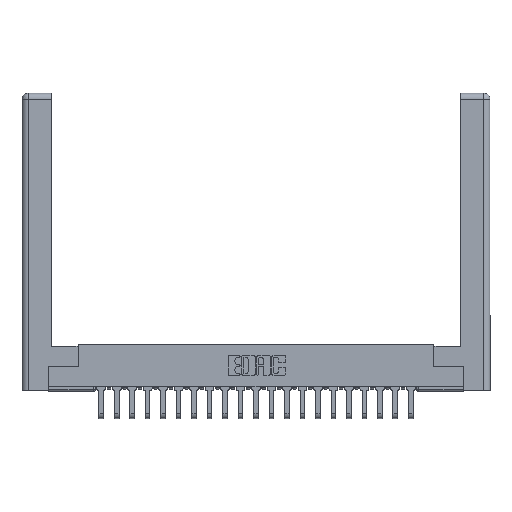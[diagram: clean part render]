
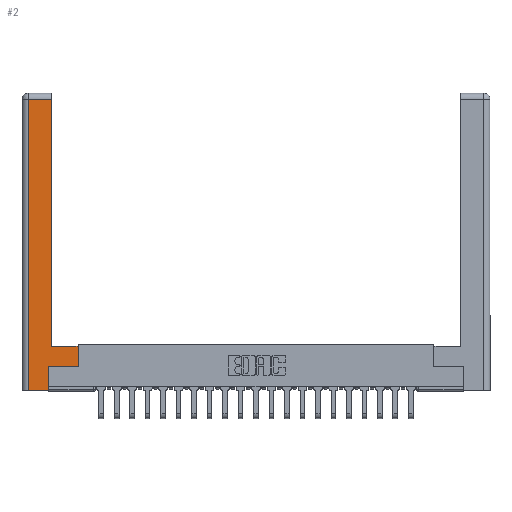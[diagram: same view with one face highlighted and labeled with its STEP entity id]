
A CAD part, top view. The second image highlights one B-rep face of the part: STEP entity #2.
In plain terms, the highlighted planar face has unit normal (0, 0, 1).
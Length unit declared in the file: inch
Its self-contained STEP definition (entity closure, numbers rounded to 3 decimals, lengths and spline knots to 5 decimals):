
#2 = ADVANCED_FACE ( 'NONE', ( #5173 ), #18974, .F. ) ;
#108 = CARTESIAN_POINT ( 'NONE',  ( 0.265, 0.245, 0. ) ) ;
#481 = LINE ( 'NONE', #12392, #19286 ) ;
#688 = VECTOR ( 'NONE', #8708, 39.37008 ) ;
#1765 = EDGE_CURVE ( 'NONE', #17278, #11819, #18241, .T. ) ;
#2880 = ORIENTED_EDGE ( 'NONE', *, *, #20276, .T. ) ;
#3197 = CARTESIAN_POINT ( 'NONE',  ( 0.265, 0., 0. ) ) ;
#3234 = VECTOR ( 'NONE', #24233, 39.37008 ) ;
#3248 = CARTESIAN_POINT ( 'NONE',  ( 0.295, 2.94, 0. ) ) ;
#3856 = EDGE_CURVE ( 'NONE', #17034, #4250, #17711, .T. ) ;
#4039 = DIRECTION ( 'NONE',  ( -1., 0., 0. ) ) ;
#4250 = VERTEX_POINT ( 'NONE', #9253 ) ;
#4327 = DIRECTION ( 'NONE',  ( 0., 1., 0. ) ) ;
#4746 = DIRECTION ( 'NONE',  ( 1., 0., 0. ) ) ;
#4885 = CARTESIAN_POINT ( 'NONE',  ( 0.565, 0.245, 0. ) ) ;
#5173 = FACE_OUTER_BOUND ( 'NONE', #16769, .T. ) ;
#5271 = EDGE_CURVE ( 'NONE', #18240, #16296, #23854, .T. ) ;
#5426 = ORIENTED_EDGE ( 'NONE', *, *, #3856, .T. ) ;
#6566 = DIRECTION ( 'NONE',  ( 0., -1., 0. ) ) ;
#8240 = CARTESIAN_POINT ( 'NONE',  ( 0.295, 3., 0. ) ) ;
#8277 = CARTESIAN_POINT ( 'NONE',  ( 0.565, 0.45, 0. ) ) ;
#8642 = CARTESIAN_POINT ( 'NONE',  ( 0.565, 0.245, 0. ) ) ;
#8665 = ORIENTED_EDGE ( 'NONE', *, *, #20168, .T. ) ;
#8708 = DIRECTION ( 'NONE',  ( 1., 0., 0. ) ) ;
#8719 = ORIENTED_EDGE ( 'NONE', *, *, #5271, .T. ) ;
#9253 = CARTESIAN_POINT ( 'NONE',  ( 0.265, 0.245, 0. ) ) ;
#9898 = EDGE_CURVE ( 'NONE', #10116, #17034, #22402, .T. ) ;
#10116 = VERTEX_POINT ( 'NONE', #14074 ) ;
#10245 = CARTESIAN_POINT ( 'NONE',  ( 0.265, 0., 0. ) ) ;
#10345 = VECTOR ( 'NONE', #6566, 39.37008 ) ;
#10592 = EDGE_CURVE ( 'NONE', #24681, #10116, #14560, .T. ) ;
#10960 = DIRECTION ( 'NONE',  ( -1., 0., 0. ) ) ;
#11262 = VECTOR ( 'NONE', #4327, 39.37008 ) ;
#11563 = ORIENTED_EDGE ( 'NONE', *, *, #23371, .T. ) ;
#11819 = VERTEX_POINT ( 'NONE', #15777 ) ;
#11992 = CARTESIAN_POINT ( 'NONE',  ( 0.0615, 2.94, 0. ) ) ;
#12392 = CARTESIAN_POINT ( 'NONE',  ( 0.295, 0.45, 0. ) ) ;
#12743 = ORIENTED_EDGE ( 'NONE', *, *, #1765, .T. ) ;
#12786 = CARTESIAN_POINT ( 'NONE',  ( 0., 0., 0. ) ) ;
#12796 = VECTOR ( 'NONE', #4746, 39.37008 ) ;
#14074 = CARTESIAN_POINT ( 'NONE',  ( 0.0615, 0., 0. ) ) ;
#14560 = LINE ( 'NONE', #22064, #10345 ) ;
#15777 = CARTESIAN_POINT ( 'NONE',  ( 0.565, 0.45, 0. ) ) ;
#16296 = VERTEX_POINT ( 'NONE', #3248 ) ;
#16408 = LINE ( 'NONE', #11992, #3234 ) ;
#16521 = CARTESIAN_POINT ( 'NONE',  ( 0.0615, 2.94, 0. ) ) ;
#16769 = EDGE_LOOP ( 'NONE', ( #8719, #2880, #17338, #18945, #5426, #11563, #12743, #8665 ) ) ;
#17034 = VERTEX_POINT ( 'NONE', #10245 ) ;
#17278 = VERTEX_POINT ( 'NONE', #8642 ) ;
#17338 = ORIENTED_EDGE ( 'NONE', *, *, #10592, .T. ) ;
#17711 = LINE ( 'NONE', #108, #18934 ) ;
#18240 = VERTEX_POINT ( 'NONE', #24674 ) ;
#18241 = LINE ( 'NONE', #8277, #11262 ) ;
#18578 = DIRECTION ( 'NONE',  ( 0., 0., -1. ) ) ;
#18934 = VECTOR ( 'NONE', #22992, 39.37008 ) ;
#18945 = ORIENTED_EDGE ( 'NONE', *, *, #9898, .T. ) ;
#18974 = PLANE ( 'NONE',  #19021 ) ;
#19021 = AXIS2_PLACEMENT_3D ( 'NONE', #12786, #18578, #10960 ) ;
#19286 = VECTOR ( 'NONE', #4039, 39.37008 ) ;
#20168 = EDGE_CURVE ( 'NONE', #11819, #18240, #481, .T. ) ;
#20276 = EDGE_CURVE ( 'NONE', #16296, #24681, #16408, .T. ) ;
#20763 = LINE ( 'NONE', #4885, #688 ) ;
#22064 = CARTESIAN_POINT ( 'NONE',  ( 0.0615, 0., 0. ) ) ;
#22189 = VECTOR ( 'NONE', #24098, 39.37008 ) ;
#22402 = LINE ( 'NONE', #3197, #12796 ) ;
#22992 = DIRECTION ( 'NONE',  ( 0., 1., 0. ) ) ;
#23371 = EDGE_CURVE ( 'NONE', #4250, #17278, #20763, .T. ) ;
#23854 = LINE ( 'NONE', #8240, #22189 ) ;
#24098 = DIRECTION ( 'NONE',  ( 0., 1., 0. ) ) ;
#24233 = DIRECTION ( 'NONE',  ( -1., 0., 0. ) ) ;
#24674 = CARTESIAN_POINT ( 'NONE',  ( 0.295, 0.45, 0. ) ) ;
#24681 = VERTEX_POINT ( 'NONE', #16521 ) ;
